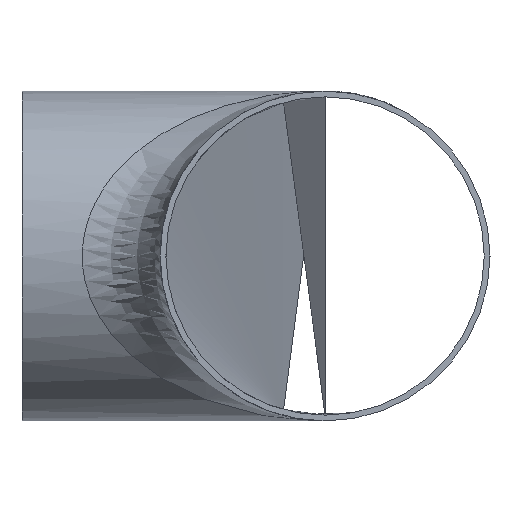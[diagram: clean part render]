
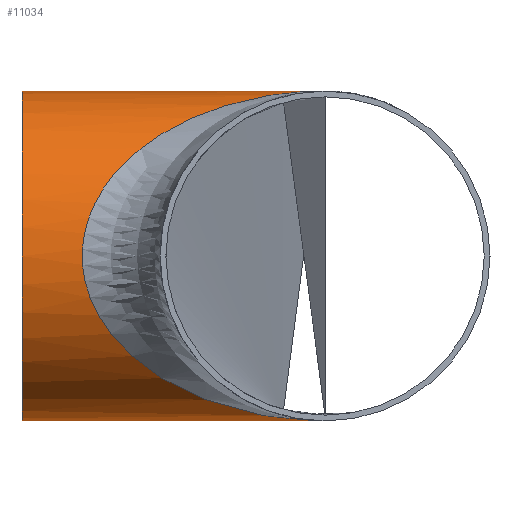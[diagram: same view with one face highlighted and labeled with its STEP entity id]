
A CAD part, left-side view. The second image highlights one B-rep face of the part: STEP entity #11034.
In plain terms, the highlighted cylindrical face has radius 57.15 mm (diameter 114.3 mm), a full revolution.
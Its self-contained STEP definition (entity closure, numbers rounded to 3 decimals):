
#366 = VERTEX_POINT ( 'NONE', #7109 ) ;
#380 = CIRCLE ( 'NONE', #14492, 57.15 ) ;
#386 = ORIENTED_EDGE ( 'NONE', *, *, #10357, .T. ) ;
#1090 = CARTESIAN_POINT ( 'NONE',  ( 0., 0., 0. ) ) ;
#2104 = CYLINDRICAL_SURFACE ( 'NONE', #7839, 57.15 ) ;
#2381 = DIRECTION ( 'NONE',  ( 0., -1., 0. ) ) ;
#3312 = CARTESIAN_POINT ( 'NONE',  ( 0., 0., -57.15 ) ) ;
#3581 = DIRECTION ( 'NONE',  ( 0., 0., -1. ) ) ;
#3835 = CARTESIAN_POINT ( 'NONE',  ( 0., 105., 0. ) ) ;
#4351 = CARTESIAN_POINT ( 'NONE',  ( 0., 0., 57.15 ) ) ;
#4823 = CARTESIAN_POINT ( 'NONE',  ( 0., 0., 57.15 ) ) ;
#5234 = FACE_OUTER_BOUND ( 'NONE', #8513, .T. ) ;
#5600 = EDGE_CURVE ( 'NONE', #8366, #7962, #11857, .T. ) ;
#6159 = CARTESIAN_POINT ( 'NONE',  ( 0., 0., 57.15 ) ) ;
#6677 = DIRECTION ( 'NONE',  ( 0., -1., 0. ) ) ;
#7109 = CARTESIAN_POINT ( 'NONE',  ( 0., 105., -57.15 ) ) ;
#7230 = ORIENTED_EDGE ( 'NONE', *, *, #5600, .T. ) ;
#7839 = AXIS2_PLACEMENT_3D ( 'NONE', #1090, #2381, #3581 ) ;
#7962 = VERTEX_POINT ( 'NONE', #6159 ) ;
#7970 = DIRECTION ( 'NONE',  ( 0., 0., -1. ) ) ;
#8200 = CARTESIAN_POINT ( 'NONE',  ( 114.3, 168.3, 57.15 ) ) ;
#8326 = FACE_OUTER_BOUND ( 'NONE', #15325, .T. ) ;
#8366 = VERTEX_POINT ( 'NONE', #13977 ) ;
#8513 = EDGE_LOOP ( 'NONE', ( #386 ) ) ;
#8921 = ORIENTED_EDGE ( 'NONE', *, *, #15541, .T. ) ;
#9951 =( BOUNDED_CURVE ( )  B_SPLINE_CURVE ( 3, ( #4351, #8200, #13019, #3312 ),
 .UNSPECIFIED., .F., .T. ) 
 B_SPLINE_CURVE_WITH_KNOTS ( ( 4, 4 ),
 ( 1.571, 4.712 ),
 .UNSPECIFIED. ) 
 CURVE ( )  GEOMETRIC_REPRESENTATION_ITEM ( )  RATIONAL_B_SPLINE_CURVE ( ( 1., 0.333, 0.333, 1. ) ) 
 REPRESENTATION_ITEM ( '' )  );
#10357 = EDGE_CURVE ( 'NONE', #366, #366, #380, .T. ) ;
#10926 = CARTESIAN_POINT ( 'NONE',  ( -114.3, 168.3, -57.15 ) ) ;
#10982 = CARTESIAN_POINT ( 'NONE',  ( -114.3, 168.3, 57.15 ) ) ;
#11034 = ADVANCED_FACE ( 'NONE', ( #5234, #8326 ), #2104, .T. ) ;
#11857 =( BOUNDED_CURVE ( )  B_SPLINE_CURVE ( 3, ( #13613, #10926, #10982, #4823 ),
 .UNSPECIFIED., .F., .T. ) 
 B_SPLINE_CURVE_WITH_KNOTS ( ( 4, 4 ),
 ( 1.571, 4.712 ),
 .UNSPECIFIED. ) 
 CURVE ( )  GEOMETRIC_REPRESENTATION_ITEM ( )  RATIONAL_B_SPLINE_CURVE ( ( 1., 0.333, 0.333, 1. ) ) 
 REPRESENTATION_ITEM ( '' )  );
#13019 = CARTESIAN_POINT ( 'NONE',  ( 114.3, 168.3, -57.15 ) ) ;
#13613 = CARTESIAN_POINT ( 'NONE',  ( 0., 0., -57.15 ) ) ;
#13977 = CARTESIAN_POINT ( 'NONE',  ( 0., 0., -57.15 ) ) ;
#14492 = AXIS2_PLACEMENT_3D ( 'NONE', #3835, #6677, #7970 ) ;
#15325 = EDGE_LOOP ( 'NONE', ( #7230, #8921 ) ) ;
#15541 = EDGE_CURVE ( 'NONE', #7962, #8366, #9951, .T. ) ;
